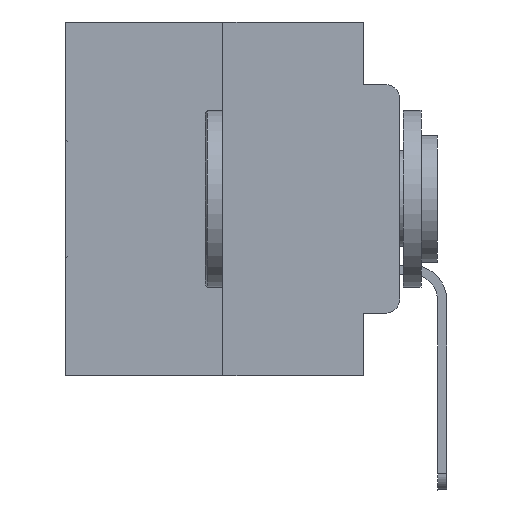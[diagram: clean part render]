
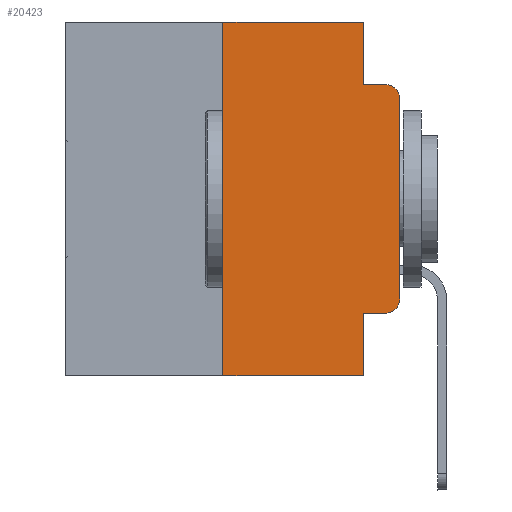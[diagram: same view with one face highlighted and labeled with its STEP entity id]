
A CAD part, left-side view. The second image highlights one B-rep face of the part: STEP entity #20423.
In plain terms, the highlighted planar face has unit normal (-1, 0, 0).
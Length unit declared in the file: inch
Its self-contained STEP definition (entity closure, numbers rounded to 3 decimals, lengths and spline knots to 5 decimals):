
#244 = EDGE_LOOP ( 'NONE', ( #19437, #22197, #11354, #8918, #24946, #17713, #558, #21689, #11500, #12538 ) ) ;
#558 = ORIENTED_EDGE ( 'NONE', *, *, #6156, .T. ) ;
#1195 = AXIS2_PLACEMENT_3D ( 'NONE', #17305, #5711, #27054 ) ;
#2309 = LINE ( 'NONE', #28141, #18416 ) ;
#2864 = LINE ( 'NONE', #19089, #15322 ) ;
#3312 = EDGE_CURVE ( 'NONE', #5876, #29081, #27278, .T. ) ;
#3423 = VECTOR ( 'NONE', #22502, 39.37008 ) ;
#3517 = LINE ( 'NONE', #7839, #24913 ) ;
#3636 = VERTEX_POINT ( 'NONE', #12252 ) ;
#3714 = CARTESIAN_POINT ( 'NONE',  ( 0., 0., 0. ) ) ;
#5258 = VERTEX_POINT ( 'NONE', #14224 ) ;
#5711 = DIRECTION ( 'NONE',  ( -1., 0., 0. ) ) ;
#5876 = VERTEX_POINT ( 'NONE', #17274 ) ;
#6156 = EDGE_CURVE ( 'NONE', #5876, #17813, #2864, .T. ) ;
#6917 = CARTESIAN_POINT ( 'NONE',  ( 0., 0.051, -0.0885 ) ) ;
#7586 = VERTEX_POINT ( 'NONE', #23010 ) ;
#7595 = CIRCLE ( 'NONE', #1195, 0.02 ) ;
#7839 = CARTESIAN_POINT ( 'NONE',  ( 0., 0.051, 0. ) ) ;
#8008 = CARTESIAN_POINT ( 'NONE',  ( 0., 0.051, 0. ) ) ;
#8550 = DIRECTION ( 'NONE',  ( 0., 0., -1. ) ) ;
#8918 = ORIENTED_EDGE ( 'NONE', *, *, #25487, .F. ) ;
#8964 = DIRECTION ( 'NONE',  ( 0., -1., 0. ) ) ;
#9456 = VERTEX_POINT ( 'NONE', #15818 ) ;
#10073 = EDGE_CURVE ( 'NONE', #7586, #12073, #2309, .T. ) ;
#10279 = LINE ( 'NONE', #14758, #12072 ) ;
#10429 = CARTESIAN_POINT ( 'NONE',  ( 0., 0.25, 0. ) ) ;
#11001 = CARTESIAN_POINT ( 'NONE',  ( 0., 0.051, -0.5 ) ) ;
#11226 = FACE_OUTER_BOUND ( 'NONE', #244, .T. ) ;
#11263 = EDGE_CURVE ( 'NONE', #9456, #23210, #24902, .T. ) ;
#11354 = ORIENTED_EDGE ( 'NONE', *, *, #12972, .F. ) ;
#11500 = ORIENTED_EDGE ( 'NONE', *, *, #10073, .T. ) ;
#11959 = LINE ( 'NONE', #23136, #17189 ) ;
#12073 = VERTEX_POINT ( 'NONE', #21664 ) ;
#12072 = VECTOR ( 'NONE', #29157, 39.37008 ) ;
#12252 = CARTESIAN_POINT ( 'NONE',  ( 0., 0.051, -0.0885 ) ) ;
#12269 = AXIS2_PLACEMENT_3D ( 'NONE', #20310, #29748, #8550 ) ;
#12538 = ORIENTED_EDGE ( 'NONE', *, *, #29924, .T. ) ;
#12972 = EDGE_CURVE ( 'NONE', #3636, #5258, #18805, .T. ) ;
#13140 = DIRECTION ( 'NONE',  ( 0., 0., 1. ) ) ;
#13248 = AXIS2_PLACEMENT_3D ( 'NONE', #16007, #25449, #13696 ) ;
#13696 = DIRECTION ( 'NONE',  ( 0., 0., -1. ) ) ;
#13988 = VERTEX_POINT ( 'NONE', #8008 ) ;
#14224 = CARTESIAN_POINT ( 'NONE',  ( 0., 0.02, -0.0885 ) ) ;
#14758 = CARTESIAN_POINT ( 'NONE',  ( 0., 0.051, 0. ) ) ;
#15322 = VECTOR ( 'NONE', #16332, 39.37008 ) ;
#15410 = DIRECTION ( 'NONE',  ( 0., 0., -1. ) ) ;
#15818 = CARTESIAN_POINT ( 'NONE',  ( 0., 0., -0.3915 ) ) ;
#16007 = CARTESIAN_POINT ( 'NONE',  ( 0., 0.473, 0. ) ) ;
#16012 = VECTOR ( 'NONE', #20984, 39.37008 ) ;
#16332 = DIRECTION ( 'NONE',  ( 0., -1., 0. ) ) ;
#17189 = VECTOR ( 'NONE', #20946, 39.37008 ) ;
#17274 = CARTESIAN_POINT ( 'NONE',  ( 0., 0.25, -0.5 ) ) ;
#17305 = CARTESIAN_POINT ( 'NONE',  ( 0., 0.02, -0.1085 ) ) ;
#17713 = ORIENTED_EDGE ( 'NONE', *, *, #3312, .F. ) ;
#17813 = VERTEX_POINT ( 'NONE', #11001 ) ;
#18047 = CARTESIAN_POINT ( 'NONE',  ( 0., 0.25, 0. ) ) ;
#18416 = VECTOR ( 'NONE', #8964, 39.37008 ) ;
#18805 = LINE ( 'NONE', #6917, #16012 ) ;
#19089 = CARTESIAN_POINT ( 'NONE',  ( 0., 0.473, -0.5 ) ) ;
#19363 = VECTOR ( 'NONE', #13140, 39.37008 ) ;
#19437 = ORIENTED_EDGE ( 'NONE', *, *, #11263, .T. ) ;
#20310 = CARTESIAN_POINT ( 'NONE',  ( 0., 0.02, -0.3915 ) ) ;
#20423 = ADVANCED_FACE ( 'NONE', ( #11226 ), #20656, .F. ) ;
#20656 = PLANE ( 'NONE',  #13248 ) ;
#20946 = DIRECTION ( 'NONE',  ( 0., -1., 0. ) ) ;
#20984 = DIRECTION ( 'NONE',  ( 0., -1., 0. ) ) ;
#21074 = CARTESIAN_POINT ( 'NONE',  ( 0., 0., -0.1085 ) ) ;
#21664 = CARTESIAN_POINT ( 'NONE',  ( 0., 0.02, -0.4115 ) ) ;
#21689 = ORIENTED_EDGE ( 'NONE', *, *, #25897, .F. ) ;
#22197 = ORIENTED_EDGE ( 'NONE', *, *, #23799, .T. ) ;
#22502 = DIRECTION ( 'NONE',  ( 0., 0., 1. ) ) ;
#23010 = CARTESIAN_POINT ( 'NONE',  ( 0., 0.051, -0.4115 ) ) ;
#23136 = CARTESIAN_POINT ( 'NONE',  ( 0., 0.473, 0. ) ) ;
#23210 = VERTEX_POINT ( 'NONE', #21074 ) ;
#23799 = EDGE_CURVE ( 'NONE', #23210, #5258, #7595, .T. ) ;
#24629 = CIRCLE ( 'NONE', #12269, 0.02 ) ;
#24902 = LINE ( 'NONE', #3714, #19363 ) ;
#24913 = VECTOR ( 'NONE', #15410, 39.37008 ) ;
#24946 = ORIENTED_EDGE ( 'NONE', *, *, #29712, .F. ) ;
#25449 = DIRECTION ( 'NONE',  ( 1., 0., 0. ) ) ;
#25487 = EDGE_CURVE ( 'NONE', #13988, #3636, #3517, .T. ) ;
#25897 = EDGE_CURVE ( 'NONE', #7586, #17813, #10279, .T. ) ;
#27054 = DIRECTION ( 'NONE',  ( 0., 0., -1. ) ) ;
#27278 = LINE ( 'NONE', #10429, #3423 ) ;
#28141 = CARTESIAN_POINT ( 'NONE',  ( 0., 0.051, -0.4115 ) ) ;
#29081 = VERTEX_POINT ( 'NONE', #18047 ) ;
#29157 = DIRECTION ( 'NONE',  ( 0., 0., -1. ) ) ;
#29712 = EDGE_CURVE ( 'NONE', #29081, #13988, #11959, .T. ) ;
#29748 = DIRECTION ( 'NONE',  ( -1., 0., 0. ) ) ;
#29924 = EDGE_CURVE ( 'NONE', #12073, #9456, #24629, .T. ) ;
